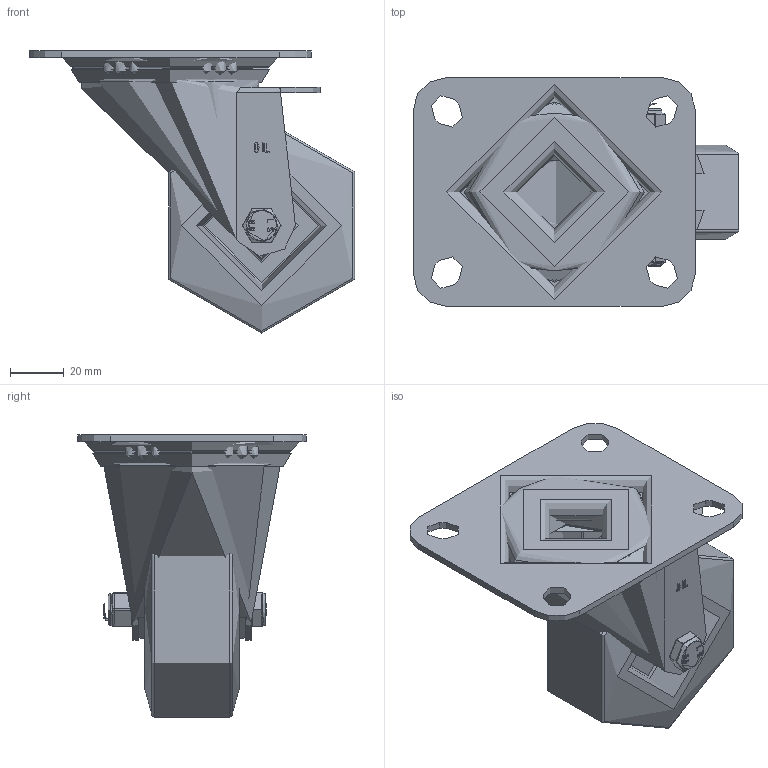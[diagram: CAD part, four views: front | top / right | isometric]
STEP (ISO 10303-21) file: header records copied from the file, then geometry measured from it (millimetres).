
FILE_DESCRIPTION(/* description */ ('','CAx-IF Rec.Pracs.---Representation and Presentation of Product Manufacturing Information (PMI)---4.0---2014-10-13'),/* implementation_level */ '2;1');
FILE_NAME(/* name */ 'BZMM80RN.step',/* time_stamp */ '2024-12-19T09:40:23Z',/* author */ (''),/* organization */ (''),/* preprocessor_version */ 'ST-DEVELOPER v20',/* originating_system */ 'Autodesk Translation Framework v13.20.0.188',/* authorisation */ '');
FILE_SCHEMA (('AP242_MANAGED_MODEL_BASED_3D_ENGINEERING_MIM_LF { 1 0 10303 442 1 1 4 }'));
Length unit declared in the file: millimetre
Products named in the file (19): BZMM80RN; BZMM80AS - 2 v1; ZINC PLATED, PRESSED STEEL TOP PLATE 1; ZINC PLATED, PRESSED STEEL TOP PLATE 1 Geometry; BALL BEARINGS; Component1; ZINC PLATED, PRESSED STEEL FORKS; BEARING SEAL; BZMH80WSRN v1; 65 SHORE A ELASTIC RUBBER TYRE; NYLON RIM; TUBEM12X40 v1; ZINC PLATED STEEL TUBE; HEXBOLTM8X55Z8.8 v2; GRADE 8.8 ZINC PLATED BOLT; NYLOCM8Z v1; NYLOC NUT; NUT; RUBBER
Assembly tree (41 placements, depth 5):
  BZMM80RN
    BZMM80AS - 2 v1
      ZINC PLATED, PRESSED STEEL TOP PLATE 1
        ZINC PLATED, PRESSED STEEL TOP PLATE 1 Geometry
        BALL BEARINGS
          Component1  x24
      ZINC PLATED, PRESSED STEEL FORKS
      BEARING SEAL
    BZMH80WSRN v1
      65 SHORE A ELASTIC RUBBER TYRE
      NYLON RIM
    TUBEM12X40 v1
      ZINC PLATED STEEL TUBE
    HEXBOLTM8X55Z8.8 v2
      GRADE 8.8 ZINC PLATED BOLT
    NYLOCM8Z v1
      NYLOC NUT
        NUT
        RUBBER
Bounding box: 121.14 x 85 x 105 mm (x, y, z)
Volume: 188534.4 mm3; surface area: 89704.7 mm2
Topology: 33 solids, 33 shells, 380 faces, 923 edges, 576 vertices
Faces by surface type: cylinder 138, plane 119, sphere 48, bspline 38, torus 22, cone 15
Full cylindrical faces by diameter (mm): 0.664 x2, 6.446 x7, 7.866 x13, 8 x3, 8.2 x2, 8.4 x1, 8.6 x2, 11.5 x1, 11.9 x1, 12.1 x1, 12.2 x1, 27.5 x1, 31.5 x1, 48 x2, 59.5 x2, 62 x1, 66 x1, 80 x1
Entity records: 16811 total; most frequent: CARTESIAN_POINT 8083, DIRECTION 1713, ORIENTED_EDGE 1692, EDGE_CURVE 846, AXIS2_PLACEMENT_3D 665, VERTEX_POINT 530, EDGE_LOOP 406, LINE 383
